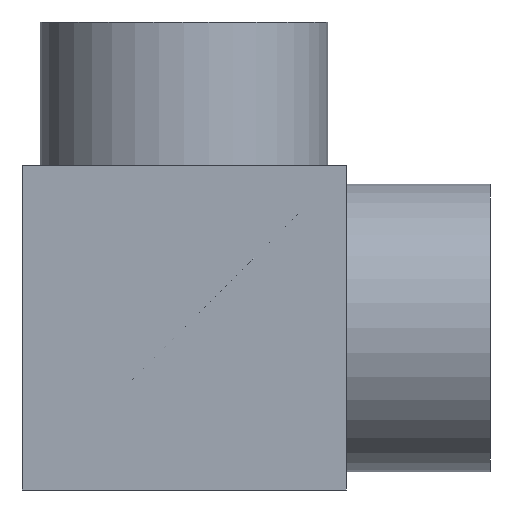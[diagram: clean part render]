
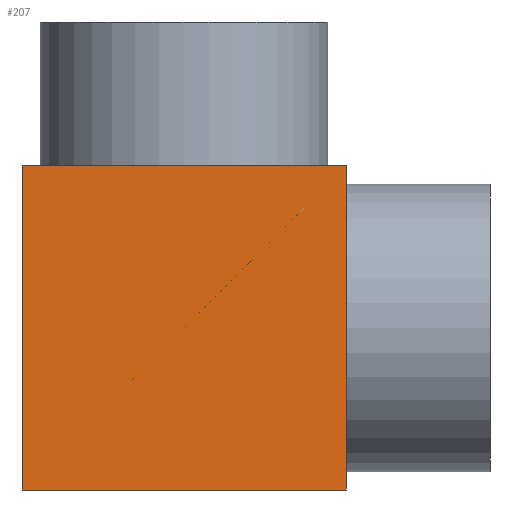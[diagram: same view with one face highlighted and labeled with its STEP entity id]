
A CAD part, left-side view. The second image highlights one B-rep face of the part: STEP entity #207.
In plain terms, the highlighted planar face has unit normal (-1, 0, 0).
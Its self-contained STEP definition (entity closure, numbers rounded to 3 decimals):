
#22=PLANE('',#253);
#36=FACE_OUTER_BOUND('',#51,.T.);
#51=EDGE_LOOP('',(#173,#174,#175,#176));
#65=LINE('',#358,#81);
#68=LINE('',#364,#84);
#69=LINE('',#366,#85);
#70=LINE('',#367,#86);
#81=VECTOR('',#301,10.);
#84=VECTOR('',#306,10.);
#85=VECTOR('',#307,10.);
#86=VECTOR('',#308,10.);
#110=VERTEX_POINT('',#355);
#111=VERTEX_POINT('',#357);
#113=VERTEX_POINT('',#363);
#114=VERTEX_POINT('',#365);
#132=EDGE_CURVE('',#110,#111,#65,.T.);
#135=EDGE_CURVE('',#113,#110,#68,.T.);
#136=EDGE_CURVE('',#114,#113,#69,.T.);
#137=EDGE_CURVE('',#111,#114,#70,.T.);
#173=ORIENTED_EDGE('',*,*,#135,.F.);
#174=ORIENTED_EDGE('',*,*,#136,.F.);
#175=ORIENTED_EDGE('',*,*,#137,.F.);
#176=ORIENTED_EDGE('',*,*,#132,.F.);
#207=ADVANCED_FACE('',(#36),#22,.T.);
#253=AXIS2_PLACEMENT_3D('',#362,#304,#305);
#301=DIRECTION('',(0.,1.,0.));
#304=DIRECTION('center_axis',(-1.,0.,0.));
#305=DIRECTION('ref_axis',(0.,-1.,0.));
#306=DIRECTION('',(0.,0.,-1.));
#307=DIRECTION('',(0.,-1.,0.));
#308=DIRECTION('',(0.,0.,1.));
#355=CARTESIAN_POINT('',(-7.15,-7.15,-7.15));
#357=CARTESIAN_POINT('',(-7.15,7.15,-7.15));
#358=CARTESIAN_POINT('',(-7.15,7.15,-7.15));
#362=CARTESIAN_POINT('Origin',(-7.15,7.15,0.));
#363=CARTESIAN_POINT('',(-7.15,-7.15,7.15));
#364=CARTESIAN_POINT('',(-7.15,-7.15,0.));
#365=CARTESIAN_POINT('',(-7.15,7.15,7.15));
#366=CARTESIAN_POINT('',(-7.15,7.15,7.15));
#367=CARTESIAN_POINT('',(-7.15,7.15,0.));
